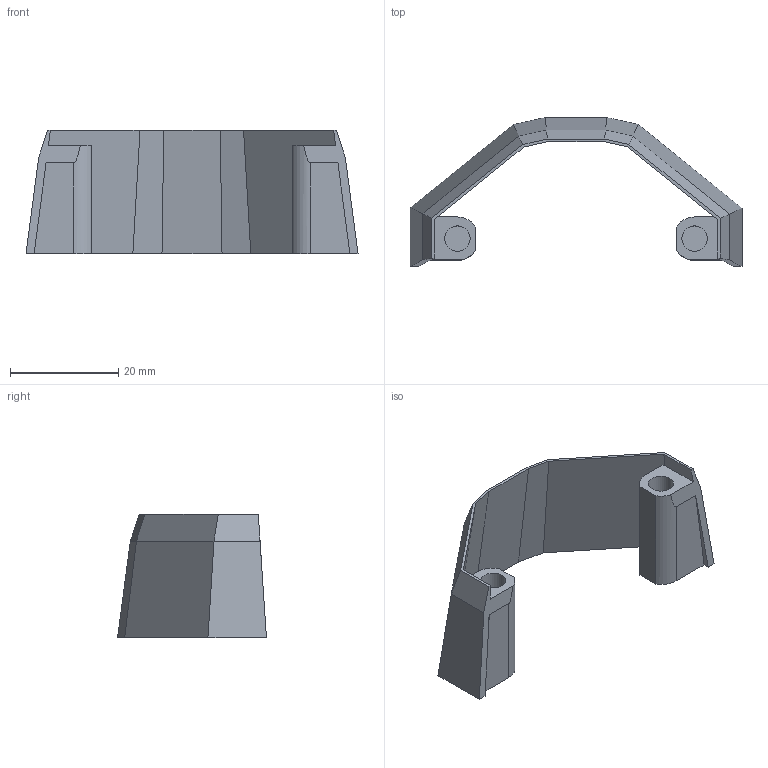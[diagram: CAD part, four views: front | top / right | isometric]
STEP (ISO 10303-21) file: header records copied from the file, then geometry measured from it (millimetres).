
FILE_DESCRIPTION (( 'STEP AP214' ), '1' );
FILE_NAME ('Cover.STEP', '2025-05-13T12:27:44', ( '' ), ( '' ), 'SwSTEP 2.0', 'SolidWorks 2025', '' );
FILE_SCHEMA (( 'AUTOMOTIVE_DESIGN' ));
Length unit declared in the file: millimetre
Products named in the file (1): Cover
Bounding box: 61.38 x 27.51 x 22.8 mm (x, y, z)
Volume: 5277.5 mm3; surface area: 5334.1 mm2
Topology: 1 solids, 1 shells, 49 faces, 125 edges, 82 vertices
Faces by surface type: plane 41, cylinder 8
Full cylindrical faces by diameter (mm): 4.7 x4
Entity records: 1448 total; most frequent: CARTESIAN_POINT 255, ORIENTED_EDGE 238, DIRECTION 233, EDGE_CURVE 119, VECTOR 101, LINE 101, VERTEX_POINT 80, AXIS2_PLACEMENT_3D 66
